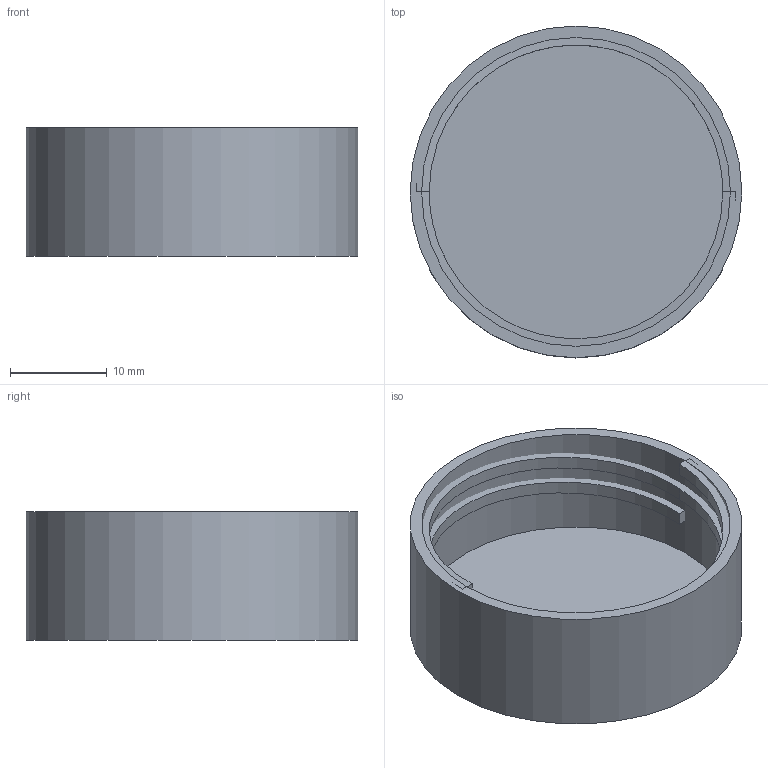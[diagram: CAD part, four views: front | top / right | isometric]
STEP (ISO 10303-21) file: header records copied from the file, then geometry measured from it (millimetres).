
FILE_DESCRIPTION(/* description */ (''),/* implementation_level */ '2;1');
FILE_NAME(/* name */ '50ML FALCON CAP 3 PORT v12 Two Coils Intermediate File.step',/* time_stamp */ '2024-05-18T18:43:26-07:00',/* author */ (''),/* organization */ (''),/* preprocessor_version */ 'ST-DEVELOPER v20',/* originating_system */ 'Autodesk Translation Framework v12.20.1.177',/* authorisation */ '');
FILE_SCHEMA (('AUTOMOTIVE_DESIGN { 1 0 10303 214 3 1 1 }'));
Length unit declared in the file: millimetre
Products named in the file (1): 50ML FALCON CAP 3 PORT
Bounding box: 34.23 x 34.23 x 13.21 mm (x, y, z)
Volume: 3223.2 mm3; surface area: 5510.3 mm2
Topology: 3 solids, 3 shells, 21 faces, 42 edges, 28 vertices
Faces by surface type: cylinder 10, plane 7, bspline 4
Full cylindrical faces by diameter (mm): 31.86 x1, 34.23 x1
Entity records: 946 total; most frequent: CARTESIAN_POINT 504, ORIENTED_EDGE 84, DIRECTION 66, EDGE_CURVE 42, VERTEX_POINT 28, EDGE_LOOP 22, LINE 22, VECTOR 22
